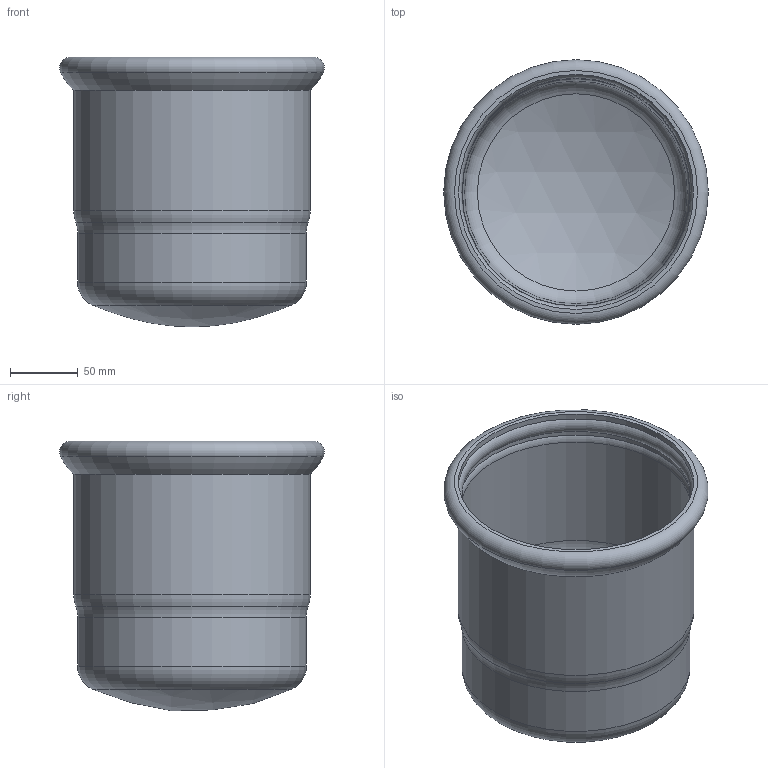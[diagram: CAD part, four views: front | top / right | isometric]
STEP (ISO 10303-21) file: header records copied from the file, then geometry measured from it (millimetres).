
FILE_DESCRIPTION(/* description */ (''),/* implementation_level */ '2;1');
FILE_NAME(/* name */ '183168003_Inoxpres.stp',/* time_stamp */ '2022-10-11T12:04:34+02:00',/* author */ ('Vault'),/* organization */ ('Raccorderie metalliche s.p.a'),/* preprocessor_version */ 'ST-DEVELOPER v18.1',/* originating_system */ 'Autodesk Inventor 2020',/* authorisation */ 'Raccorderie metalliche s.p.a');
FILE_SCHEMA (('AUTOMOTIVE_DESIGN { 1 0 10303 214 3 1 1 }'));
Length unit declared in the file: millimetre
Products named in the file (1): 183168003_Inoxpres
Bounding box: 194.77 x 194.77 x 198.42 mm (x, y, z)
Volume: 325933 mm3; surface area: 241106.3 mm2
Topology: 1 solids, 1 shells, 19 faces, 61 edges, 45 vertices
Faces by surface type: torus 10, cylinder 6, sphere 2, plane 1
Full cylindrical faces by diameter (mm): 164.3 x1, 168.3 x1, 170 x1, 173 x2, 174 x1
Entity records: 775 total; most frequent: DIRECTION 156, CARTESIAN_POINT 126, ORIENTED_EDGE 122, AXIS2_PLACEMENT_3D 75, EDGE_CURVE 61, CIRCLE 55, VERTEX_POINT 45, EDGE_LOOP 20
